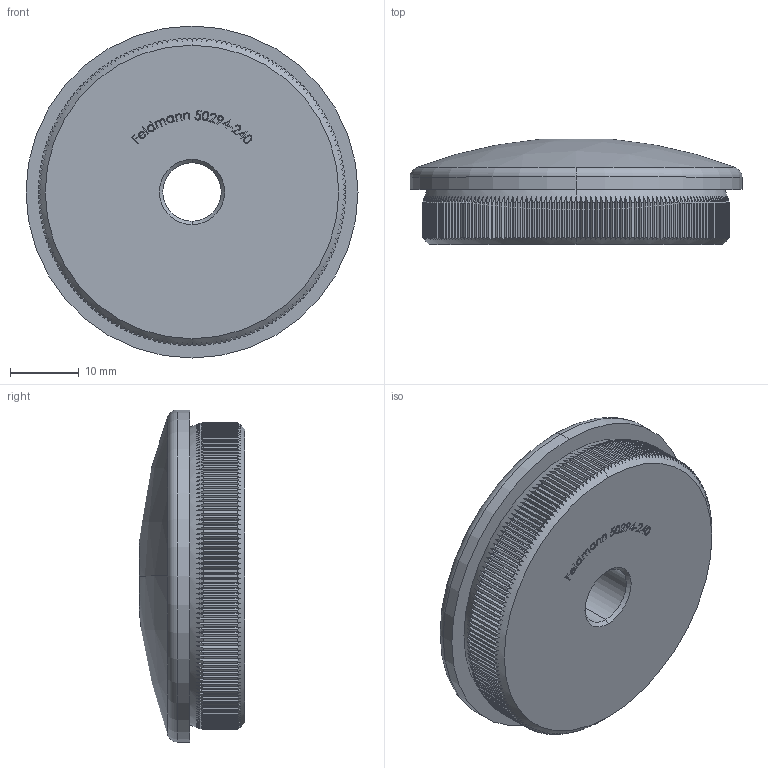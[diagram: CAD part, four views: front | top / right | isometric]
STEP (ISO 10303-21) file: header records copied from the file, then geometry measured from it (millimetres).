
FILE_DESCRIPTION (( 'STEP AP203' ), '1' );
FILE_NAME ('50291-240M10.step', '2018-10-25T11:48:48', ( '' ), ( '' ), 'SwSTEP 2.0', 'SolidWorks 2015', '' );
FILE_SCHEMA (( 'CONFIG_CONTROL_DESIGN' ));
Length unit declared in the file: millimetre
Products named in the file (1): 50291-240M10
Bounding box: 48.3 x 15.29 x 48.3 mm (x, y, z)
Volume: 20884 mm3; surface area: 5979.2 mm2
Topology: 1 solids, 1 shells, 813 faces, 2348 edges, 1562 vertices
Faces by surface type: plane 512, cylinder 194, bspline 95, cone 8, torus 2, sphere 2
Entity records: 32887 total; most frequent: CARTESIAN_POINT 13187, ORIENTED_EDGE 4696, DIRECTION 3242, EDGE_CURVE 2348, VERTEX_POINT 1562, AXIS2_PLACEMENT_3D 1125, LINE 992, VECTOR 992
